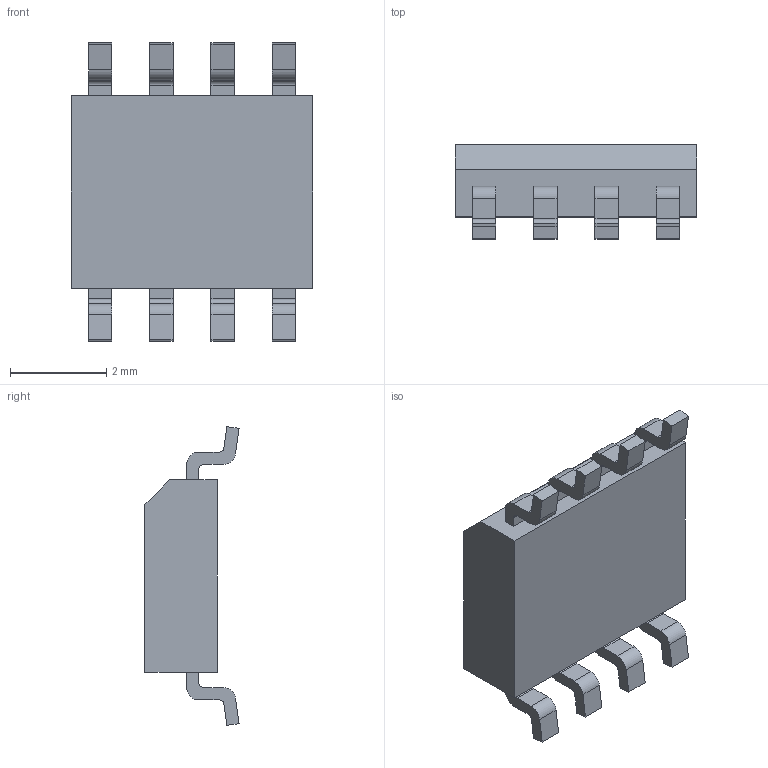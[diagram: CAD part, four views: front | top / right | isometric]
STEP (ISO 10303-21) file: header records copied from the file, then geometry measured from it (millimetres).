
FILE_DESCRIPTION(/* description */ (''),/* implementation_level */ '2;1');
FILE_NAME(/* name */ '8SIOC.stp',/* time_stamp */ '2017-01-11T15:51:48+08:00',/* author */ ('Antech-Enviro5'),/* organization */ (''),/* preprocessor_version */ 'ST-DEVELOPER v16.1',/* originating_system */ 'Autodesk Inventor 2016',/* authorisation */ '');
FILE_SCHEMA (('AUTOMOTIVE_DESIGN { 1 0 10303 214 3 1 1 }'));
Length unit declared in the file: inch
Products named in the file (3): 8SOIC_BODY; 8SOIC_PIN; 8SIOC
Assembly tree (9 placements, depth 2):
  8SIOC
    8SOIC_BODY
    8SOIC_PIN  x8
Bounding box: 5 x 1.95 x 6.2 mm (x, y, z)
Volume: 30.9 mm3; surface area: 88.1 mm2
Topology: 9 solids, 9 shells, 216 faces, 567 edges, 378 vertices
Faces by surface type: plane 118, bspline 65, cylinder 33
Full cylindrical faces by diameter (mm): 0.494 x1
Entity records: 4426 total; most frequent: CARTESIAN_POINT 1700, ORIENTED_EDGE 628, DIRECTION 324, EDGE_CURVE 314, VERTEX_POINT 210, LINE 174, VECTOR 174, B_SPLINE_CURVE_WITH_KNOTS 130
